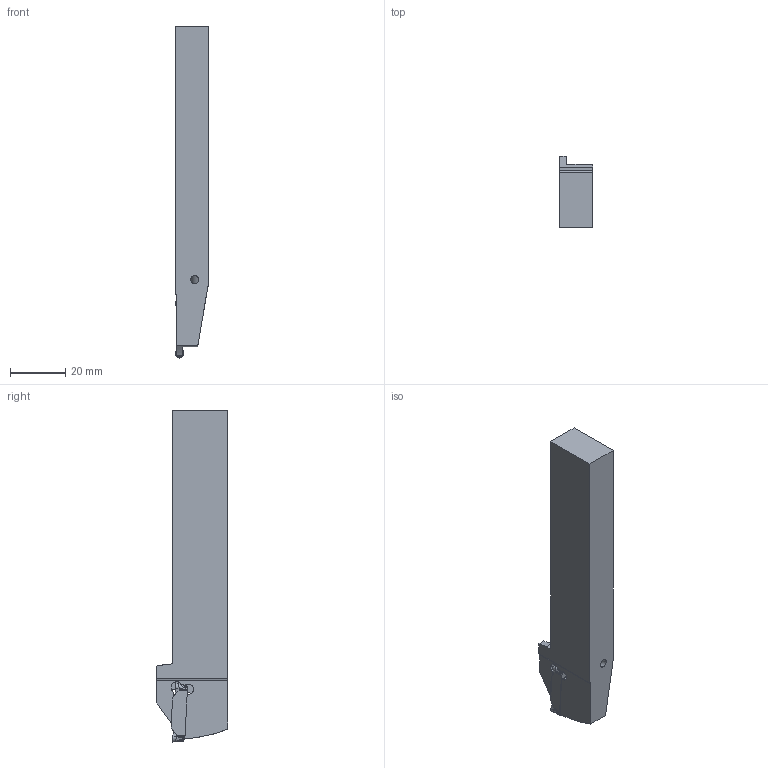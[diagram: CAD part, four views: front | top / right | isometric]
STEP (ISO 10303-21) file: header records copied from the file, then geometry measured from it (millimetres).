
FILE_DESCRIPTION(/* description */ (''),/* implementation_level */ '2;1');
FILE_NAME(/* name */ 'GYSR2012JX00-F18_CW3_00_N_MR1_5.stp',/* time_stamp */ '2023-02-27T12:05:30+09:00',/* author */ (''),/* organization */ (''),/* preprocessor_version */ 'ST-DEVELOPER v16',/* originating_system */ 'SIEMENS PLM Software NX 10.0',/* authorisation */ '');
FILE_SCHEMA (('AUTOMOTIVE_DESIGN { 1 0 10303 214 3 1 1 1 }'));
Length unit declared in the file: millimetre
Products named in the file (1): GYSR2012JX00-F18_CW3_00_N_MR1_5_ASM
Bounding box: 12 x 26 x 120.19 mm (x, y, z)
Volume: 25834.6 mm3; surface area: 8530.9 mm2
Topology: 2 solids, 2 shells, 177 faces, 552 edges, 397 vertices
Faces by surface type: cylinder 62, plane 49, bspline 46, cone 14, torus 4, sphere 2
Entity records: 11166 total; most frequent: CARTESIAN_POINT 6639, ORIENTED_EDGE 1056, DIRECTION 734, EDGE_CURVE 528, VERTEX_POINT 352, AXIS2_PLACEMENT_3D 273, B_SPLINE_CURVE_WITH_KNOTS 214, LINE 188
